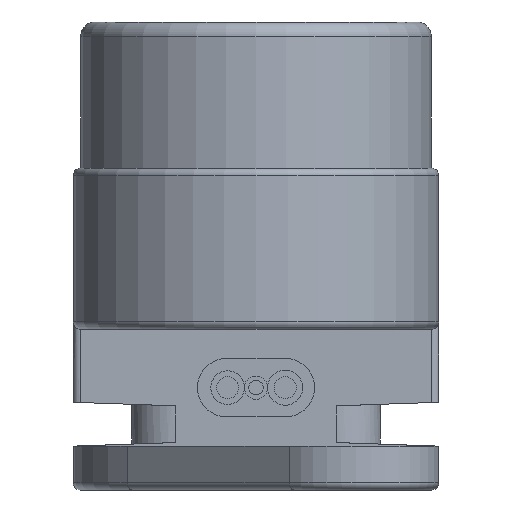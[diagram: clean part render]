
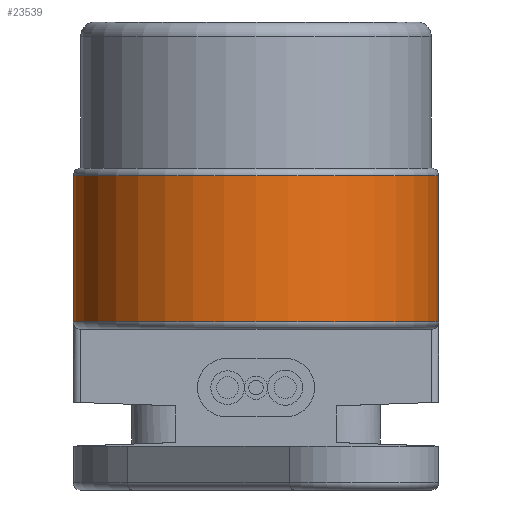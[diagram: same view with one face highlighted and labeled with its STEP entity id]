
A CAD part, left-side view. The second image highlights one B-rep face of the part: STEP entity #23539.
In plain terms, the highlighted cylindrical face has radius 12.5 mm (diameter 25 mm), a partial arc.
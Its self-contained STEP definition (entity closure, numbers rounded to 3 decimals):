
#2422=FACE_OUTER_BOUND('',#3810,.T.);
#3810=EDGE_LOOP('',(#17601,#17602,#17603,#17604));
#5208=CIRCLE('',#25341,12.5);
#5215=CIRCLE('',#25353,12.5);
#5887=LINE('',#33872,#8289);
#5902=LINE('',#33902,#8304);
#8289=VECTOR('',#28268,10.);
#8304=VECTOR('',#28285,10.);
#10685=VERTEX_POINT('',#33848);
#10686=VERTEX_POINT('',#33850);
#10692=VERTEX_POINT('',#33871);
#10706=VERTEX_POINT('',#33901);
#13268=EDGE_CURVE('',#10685,#10686,#5208,.T.);
#13279=EDGE_CURVE('',#10692,#10686,#5887,.T.);
#13294=EDGE_CURVE('',#10706,#10685,#5902,.T.);
#13295=EDGE_CURVE('',#10692,#10706,#5215,.T.);
#17601=ORIENTED_EDGE('',*,*,#13268,.F.);
#17602=ORIENTED_EDGE('',*,*,#13294,.F.);
#17603=ORIENTED_EDGE('',*,*,#13295,.F.);
#17604=ORIENTED_EDGE('',*,*,#13279,.T.);
#23066=CYLINDRICAL_SURFACE('',#25352,12.5);
#23539=ADVANCED_FACE('',(#2422),#23066,.T.);
#25341=AXIS2_PLACEMENT_3D('',#33851,#28242,#28243);
#25352=AXIS2_PLACEMENT_3D('',#33900,#28283,#28284);
#25353=AXIS2_PLACEMENT_3D('',#33903,#28286,#28287);
#28242=DIRECTION('center_axis',(0.,0.,1.));
#28243=DIRECTION('ref_axis',(-1.,0.,0.));
#28268=DIRECTION('',(0.,0.,1.));
#28283=DIRECTION('center_axis',(0.,0.,1.));
#28284=DIRECTION('ref_axis',(0.,1.,0.));
#28285=DIRECTION('',(0.,0.,1.));
#28286=DIRECTION('center_axis',(0.,0.,-1.));
#28287=DIRECTION('ref_axis',(-1.,0.,0.));
#33848=CARTESIAN_POINT('',(12.5,12.5,21.5));
#33850=CARTESIAN_POINT('',(12.5,-12.5,21.5));
#33851=CARTESIAN_POINT('Origin',(12.5,0.,21.5));
#33871=CARTESIAN_POINT('',(12.5,-12.5,11.5));
#33872=CARTESIAN_POINT('',(12.5,-12.5,0.));
#33900=CARTESIAN_POINT('Origin',(12.5,0.,0.));
#33901=CARTESIAN_POINT('',(12.5,12.5,11.5));
#33902=CARTESIAN_POINT('',(12.5,12.5,0.));
#33903=CARTESIAN_POINT('Origin',(12.5,0.,11.5));
